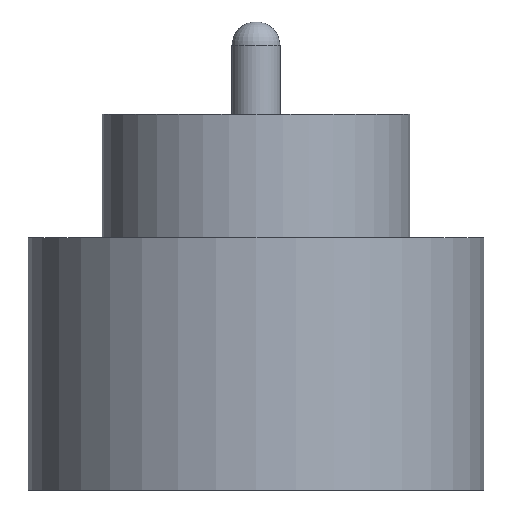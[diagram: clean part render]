
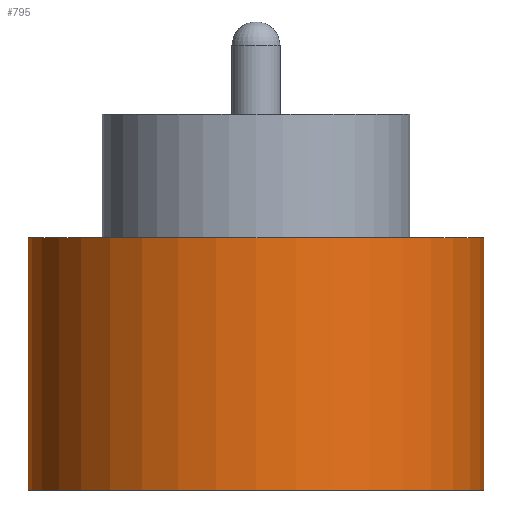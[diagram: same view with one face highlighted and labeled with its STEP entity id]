
A CAD part, front view. The second image highlights one B-rep face of the part: STEP entity #795.
In plain terms, the highlighted cylindrical face has radius 1.85 mm (diameter 3.7 mm), a partial arc.
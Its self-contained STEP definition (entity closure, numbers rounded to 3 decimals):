
#33 = VERTEX_POINT ( 'NONE', #673 ) ;
#49 = AXIS2_PLACEMENT_3D ( 'NONE', #339, #840, #567 ) ;
#52 = CARTESIAN_POINT ( 'NONE',  ( 0., 0., 1.55 ) ) ;
#85 = VERTEX_POINT ( 'NONE', #538 ) ;
#111 = FACE_OUTER_BOUND ( 'NONE', #242, .T. ) ;
#134 = CIRCLE ( 'NONE', #182, 1.85 ) ;
#169 = DIRECTION ( 'NONE',  ( 0., 0., -1. ) ) ;
#182 = AXIS2_PLACEMENT_3D ( 'NONE', #237, #747, #738 ) ;
#183 = EDGE_CURVE ( 'NONE', #33, #210, #235, .T. ) ;
#210 = VERTEX_POINT ( 'NONE', #612 ) ;
#222 = CYLINDRICAL_SURFACE ( 'NONE', #49, 1.85 ) ;
#231 = ORIENTED_EDGE ( 'NONE', *, *, #545, .T. ) ;
#233 = ORIENTED_EDGE ( 'NONE', *, *, #325, .T. ) ;
#234 = LINE ( 'NONE', #599, #580 ) ;
#235 = CIRCLE ( 'NONE', #313, 1.85 ) ;
#237 = CARTESIAN_POINT ( 'NONE',  ( 0., 0., -0.5 ) ) ;
#242 = EDGE_LOOP ( 'NONE', ( #562, #751, #233, #231 ) ) ;
#313 = AXIS2_PLACEMENT_3D ( 'NONE', #52, #478, #901 ) ;
#325 = EDGE_CURVE ( 'NONE', #33, #85, #533, .T. ) ;
#339 = CARTESIAN_POINT ( 'NONE',  ( 0., 0., 2.55 ) ) ;
#415 = CARTESIAN_POINT ( 'NONE',  ( -1.85, 0., 2.55 ) ) ;
#421 = CARTESIAN_POINT ( 'NONE',  ( 1.85, 0., -0.5 ) ) ;
#478 = DIRECTION ( 'NONE',  ( 0., 0., 1. ) ) ;
#510 = VECTOR ( 'NONE', #780, 1000. ) ;
#533 = LINE ( 'NONE', #415, #510 ) ;
#538 = CARTESIAN_POINT ( 'NONE',  ( -1.85, 0., -0.5 ) ) ;
#545 = EDGE_CURVE ( 'NONE', #85, #846, #134, .T. ) ;
#547 = EDGE_CURVE ( 'NONE', #210, #846, #234, .T. ) ;
#562 = ORIENTED_EDGE ( 'NONE', *, *, #547, .F. ) ;
#567 = DIRECTION ( 'NONE',  ( -1., 0., 0. ) ) ;
#580 = VECTOR ( 'NONE', #169, 1000. ) ;
#599 = CARTESIAN_POINT ( 'NONE',  ( 1.85, 0., 2.55 ) ) ;
#612 = CARTESIAN_POINT ( 'NONE',  ( 1.85, 0., 1.55 ) ) ;
#673 = CARTESIAN_POINT ( 'NONE',  ( -1.85, 0., 1.55 ) ) ;
#738 = DIRECTION ( 'NONE',  ( 1., 0., 0. ) ) ;
#747 = DIRECTION ( 'NONE',  ( 0., 0., 1. ) ) ;
#751 = ORIENTED_EDGE ( 'NONE', *, *, #183, .F. ) ;
#780 = DIRECTION ( 'NONE',  ( 0., 0., -1. ) ) ;
#795 = ADVANCED_FACE ( 'NONE', ( #111 ), #222, .T. ) ;
#840 = DIRECTION ( 'NONE',  ( 0., 0., -1. ) ) ;
#846 = VERTEX_POINT ( 'NONE', #421 ) ;
#901 = DIRECTION ( 'NONE',  ( 1., 0., 0. ) ) ;
